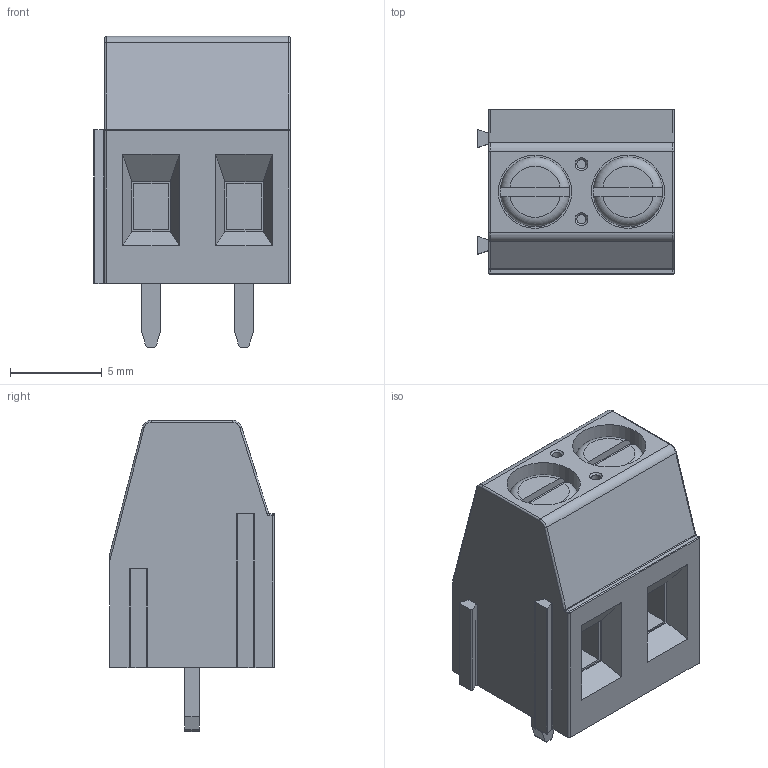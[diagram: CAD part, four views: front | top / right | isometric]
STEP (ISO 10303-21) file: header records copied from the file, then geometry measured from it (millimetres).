
FILE_DESCRIPTION(/* description */ ('Unknown'),/* implementation_level */ '2;1');
FILE_NAME(/* name */ 'VI0221550000G',/* time_stamp */ '2023-12-01T17:01:46+02:00',/* author */ ('Unknown'),/* organization */ ('Unknown'),/* preprocessor_version */ 'ST-DEVELOPER v18.102',/* originating_system */ 'Solid Edge',/* authorisation */ 'Unknown');
FILE_SCHEMA (('AUTOMOTIVE_DESIGN {1 0 10303 214 3 1 1}'));
Length unit declared in the file: millimetre
Products named in the file (1): VI0221550000G
Bounding box: 10.76 x 9 x 17 mm (x, y, z)
Volume: 1026.4 mm3; surface area: 850.1 mm2
Topology: 1 solids, 1 shells, 150 faces, 381 edges, 244 vertices
Faces by surface type: plane 94, cylinder 44, torus 8, bspline 2, cone 2
Full cylindrical faces by diameter (mm): 0.5 x2, 3.8 x2, 4 x2
Entity records: 5472 total; most frequent: CARTESIAN_POINT 798, DIRECTION 757, ORIENTED_EDGE 726, EDGE_CURVE 363, AXIS2_PLACEMENT_3D 253, LINE 251, VECTOR 251, VERTEX_POINT 238
